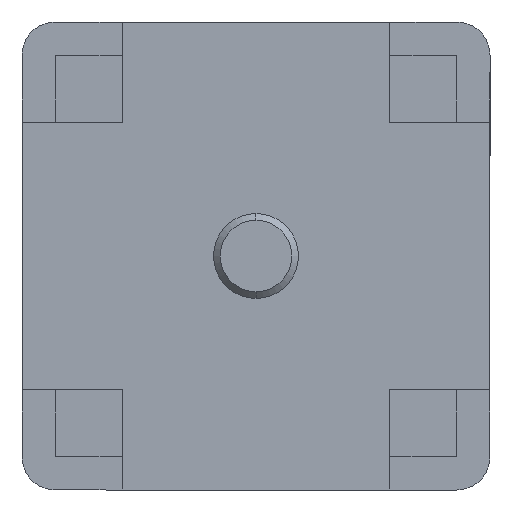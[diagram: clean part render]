
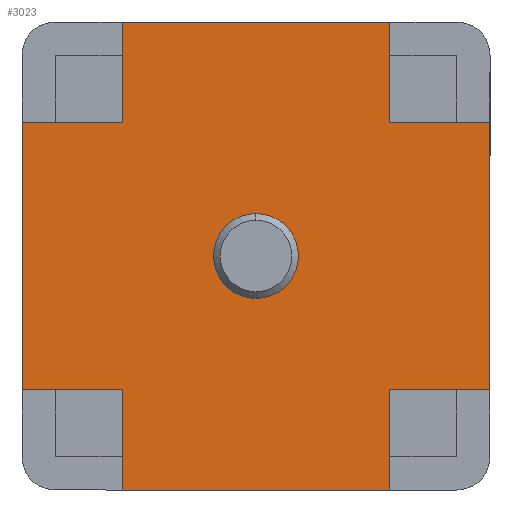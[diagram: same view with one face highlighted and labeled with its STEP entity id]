
A CAD part, front view. The second image highlights one B-rep face of the part: STEP entity #3023.
In plain terms, the highlighted planar face has unit normal (0, -1, 0).
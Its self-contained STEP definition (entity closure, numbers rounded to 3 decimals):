
#2 = DIRECTION ( 'NONE',  ( 0., 0., -1. ) ) ;
#45 = VECTOR ( 'NONE', #2568, 1000. ) ;
#52 = EDGE_CURVE ( 'NONE', #986, #1890, #2173, .T. ) ;
#92 = CIRCLE ( 'NONE', #548, 0.635 ) ;
#135 = VERTEX_POINT ( 'NONE', #1152 ) ;
#165 = DIRECTION ( 'NONE',  ( 0., 0., -1. ) ) ;
#169 = CARTESIAN_POINT ( 'NONE',  ( -2., 0.5, -2. ) ) ;
#223 = LINE ( 'NONE', #2144, #2331 ) ;
#260 = DIRECTION ( 'NONE',  ( 0., -1., 0. ) ) ;
#280 = VERTEX_POINT ( 'NONE', #2991 ) ;
#300 = CARTESIAN_POINT ( 'NONE',  ( -3.5, 0.5, 2. ) ) ;
#345 = ORIENTED_EDGE ( 'NONE', *, *, #2014, .T. ) ;
#370 = EDGE_CURVE ( 'NONE', #2209, #2655, #1198, .T. ) ;
#380 = ORIENTED_EDGE ( 'NONE', *, *, #868, .F. ) ;
#432 = VERTEX_POINT ( 'NONE', #169 ) ;
#451 = LINE ( 'NONE', #2993, #2683 ) ;
#462 = CARTESIAN_POINT ( 'NONE',  ( 1.999, 0.5, -2. ) ) ;
#517 = CARTESIAN_POINT ( 'NONE',  ( 0., 0.5, 0. ) ) ;
#522 = VECTOR ( 'NONE', #3075, 1000. ) ;
#526 = EDGE_LOOP ( 'NONE', ( #1450, #380 ) ) ;
#548 = AXIS2_PLACEMENT_3D ( 'NONE', #2110, #260, #165 ) ;
#574 = CARTESIAN_POINT ( 'NONE',  ( 3.5, 0.5, 2. ) ) ;
#611 = AXIS2_PLACEMENT_3D ( 'NONE', #517, #2361, #1059 ) ;
#615 = DIRECTION ( 'NONE',  ( 1., 0., 0. ) ) ;
#702 = EDGE_CURVE ( 'NONE', #1890, #3407, #2585, .T. ) ;
#708 = EDGE_CURVE ( 'NONE', #2828, #2209, #223, .T. ) ;
#795 = EDGE_CURVE ( 'NONE', #135, #903, #2132, .T. ) ;
#798 = VECTOR ( 'NONE', #1330, 1000. ) ;
#849 = EDGE_CURVE ( 'NONE', #3069, #1853, #2664, .T. ) ;
#868 = EDGE_CURVE ( 'NONE', #1880, #280, #92, .T. ) ;
#903 = VERTEX_POINT ( 'NONE', #3419 ) ;
#917 = FACE_OUTER_BOUND ( 'NONE', #1963, .T. ) ;
#970 = CARTESIAN_POINT ( 'NONE',  ( 3.5, 0.5, 2. ) ) ;
#986 = VERTEX_POINT ( 'NONE', #2127 ) ;
#994 = CARTESIAN_POINT ( 'NONE',  ( 1.999, 0.5, 2. ) ) ;
#998 = EDGE_CURVE ( 'NONE', #280, #1880, #2009, .T. ) ;
#1032 = CARTESIAN_POINT ( 'NONE',  ( 1.999, 0.5, 2. ) ) ;
#1052 = VECTOR ( 'NONE', #1302, 1000. ) ;
#1059 = DIRECTION ( 'NONE',  ( 0., 0., -1. ) ) ;
#1119 = EDGE_CURVE ( 'NONE', #2655, #135, #2498, .T. ) ;
#1152 = CARTESIAN_POINT ( 'NONE',  ( -3.5, 0.5, 2. ) ) ;
#1198 = LINE ( 'NONE', #1489, #522 ) ;
#1287 = VECTOR ( 'NONE', #2367, 1000. ) ;
#1288 = CARTESIAN_POINT ( 'NONE',  ( -2., 0.5, 3.5 ) ) ;
#1302 = DIRECTION ( 'NONE',  ( 1., 0., 0. ) ) ;
#1330 = DIRECTION ( 'NONE',  ( 0., 0., -1. ) ) ;
#1350 = CARTESIAN_POINT ( 'NONE',  ( 0., 0.5, 0. ) ) ;
#1386 = PLANE ( 'NONE',  #2674 ) ;
#1450 = ORIENTED_EDGE ( 'NONE', *, *, #998, .F. ) ;
#1489 = CARTESIAN_POINT ( 'NONE',  ( -2., 0.5, 3.5 ) ) ;
#1659 = CARTESIAN_POINT ( 'NONE',  ( -2., 0.5, -3.5 ) ) ;
#1670 = ORIENTED_EDGE ( 'NONE', *, *, #3415, .T. ) ;
#1671 = ORIENTED_EDGE ( 'NONE', *, *, #849, .T. ) ;
#1681 = VECTOR ( 'NONE', #615, 1000. ) ;
#1686 = ORIENTED_EDGE ( 'NONE', *, *, #2366, .T. ) ;
#1738 = CARTESIAN_POINT ( 'NONE',  ( 1.999, 0.5, 3.5 ) ) ;
#1853 = VERTEX_POINT ( 'NONE', #574 ) ;
#1867 = VECTOR ( 'NONE', #2048, 1000. ) ;
#1880 = VERTEX_POINT ( 'NONE', #2513 ) ;
#1882 = DIRECTION ( 'NONE',  ( -1., 0., 0. ) ) ;
#1890 = VERTEX_POINT ( 'NONE', #2483 ) ;
#1963 = EDGE_LOOP ( 'NONE', ( #2911, #2326, #3228, #2218, #1686, #3370, #2593, #3139, #1671, #1670, #345, #2492 ) ) ;
#2009 = CIRCLE ( 'NONE', #611, 0.635 ) ;
#2014 = EDGE_CURVE ( 'NONE', #2262, #2828, #2688, .T. ) ;
#2048 = DIRECTION ( 'NONE',  ( -1., 0., 0. ) ) ;
#2110 = CARTESIAN_POINT ( 'NONE',  ( 0., 0.5, 0. ) ) ;
#2127 = CARTESIAN_POINT ( 'NONE',  ( -2., 0.5, -3.5 ) ) ;
#2132 = LINE ( 'NONE', #2253, #2167 ) ;
#2144 = CARTESIAN_POINT ( 'NONE',  ( -2., 0.5, 3.5 ) ) ;
#2151 = CARTESIAN_POINT ( 'NONE',  ( 1.999, 0.5, -2. ) ) ;
#2167 = VECTOR ( 'NONE', #2737, 1000. ) ;
#2173 = LINE ( 'NONE', #1659, #1681 ) ;
#2190 = LINE ( 'NONE', #2917, #798 ) ;
#2209 = VERTEX_POINT ( 'NONE', #1288 ) ;
#2218 = ORIENTED_EDGE ( 'NONE', *, *, #3116, .T. ) ;
#2236 = CARTESIAN_POINT ( 'NONE',  ( -2., 0.5, 2. ) ) ;
#2247 = EDGE_CURVE ( 'NONE', #3407, #3069, #2443, .T. ) ;
#2253 = CARTESIAN_POINT ( 'NONE',  ( -3.5, 0.5, 2. ) ) ;
#2262 = VERTEX_POINT ( 'NONE', #1032 ) ;
#2326 = ORIENTED_EDGE ( 'NONE', *, *, #1119, .T. ) ;
#2331 = VECTOR ( 'NONE', #2471, 1000. ) ;
#2361 = DIRECTION ( 'NONE',  ( 0., -1., 0. ) ) ;
#2366 = EDGE_CURVE ( 'NONE', #432, #986, #2190, .T. ) ;
#2367 = DIRECTION ( 'NONE',  ( 0., 0., 1. ) ) ;
#2391 = DIRECTION ( 'NONE',  ( 0., -1., 0. ) ) ;
#2443 = LINE ( 'NONE', #462, #1052 ) ;
#2471 = DIRECTION ( 'NONE',  ( -1., 0., 0. ) ) ;
#2483 = CARTESIAN_POINT ( 'NONE',  ( 1.999, 0.5, -3.5 ) ) ;
#2492 = ORIENTED_EDGE ( 'NONE', *, *, #708, .T. ) ;
#2498 = LINE ( 'NONE', #300, #3142 ) ;
#2513 = CARTESIAN_POINT ( 'NONE',  ( 0., 0.5, -0.635 ) ) ;
#2558 = DIRECTION ( 'NONE',  ( 0., 0., 1. ) ) ;
#2568 = DIRECTION ( 'NONE',  ( 0., 0., 1. ) ) ;
#2583 = CARTESIAN_POINT ( 'NONE',  ( 1.999, 0.5, -2. ) ) ;
#2585 = LINE ( 'NONE', #2151, #1287 ) ;
#2593 = ORIENTED_EDGE ( 'NONE', *, *, #702, .T. ) ;
#2603 = FACE_BOUND ( 'NONE', #526, .T. ) ;
#2642 = CARTESIAN_POINT ( 'NONE',  ( 3.5, 0.5, -2. ) ) ;
#2655 = VERTEX_POINT ( 'NONE', #2236 ) ;
#2664 = LINE ( 'NONE', #970, #45 ) ;
#2674 = AXIS2_PLACEMENT_3D ( 'NONE', #1350, #2391, #2 ) ;
#2683 = VECTOR ( 'NONE', #2733, 1000. ) ;
#2688 = LINE ( 'NONE', #1738, #2858 ) ;
#2733 = DIRECTION ( 'NONE',  ( 1., 0., 0. ) ) ;
#2737 = DIRECTION ( 'NONE',  ( 0., 0., -1. ) ) ;
#2828 = VERTEX_POINT ( 'NONE', #3368 ) ;
#2858 = VECTOR ( 'NONE', #2558, 1000. ) ;
#2911 = ORIENTED_EDGE ( 'NONE', *, *, #370, .T. ) ;
#2917 = CARTESIAN_POINT ( 'NONE',  ( -2., 0.5, -2. ) ) ;
#2991 = CARTESIAN_POINT ( 'NONE',  ( 0., 0.5, 0.635 ) ) ;
#2993 = CARTESIAN_POINT ( 'NONE',  ( -3.5, 0.5, -2. ) ) ;
#3023 = ADVANCED_FACE ( 'NONE', ( #2603, #917 ), #1386, .T. ) ;
#3069 = VERTEX_POINT ( 'NONE', #2642 ) ;
#3075 = DIRECTION ( 'NONE',  ( 0., 0., -1. ) ) ;
#3116 = EDGE_CURVE ( 'NONE', #903, #432, #451, .T. ) ;
#3139 = ORIENTED_EDGE ( 'NONE', *, *, #2247, .T. ) ;
#3142 = VECTOR ( 'NONE', #1882, 1000. ) ;
#3228 = ORIENTED_EDGE ( 'NONE', *, *, #795, .T. ) ;
#3247 = LINE ( 'NONE', #994, #1867 ) ;
#3368 = CARTESIAN_POINT ( 'NONE',  ( 1.999, 0.5, 3.5 ) ) ;
#3370 = ORIENTED_EDGE ( 'NONE', *, *, #52, .T. ) ;
#3407 = VERTEX_POINT ( 'NONE', #2583 ) ;
#3415 = EDGE_CURVE ( 'NONE', #1853, #2262, #3247, .T. ) ;
#3419 = CARTESIAN_POINT ( 'NONE',  ( -3.5, 0.5, -2. ) ) ;
